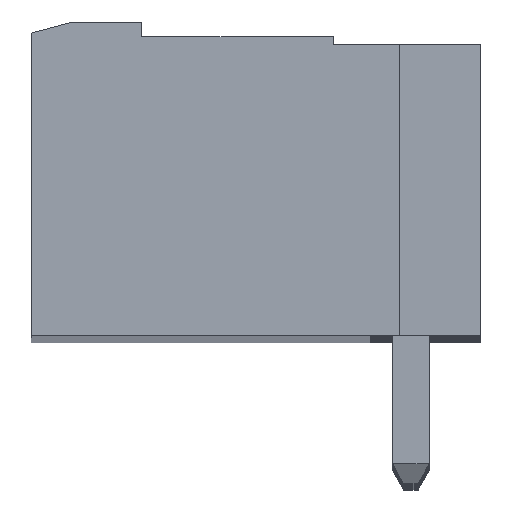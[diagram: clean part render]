
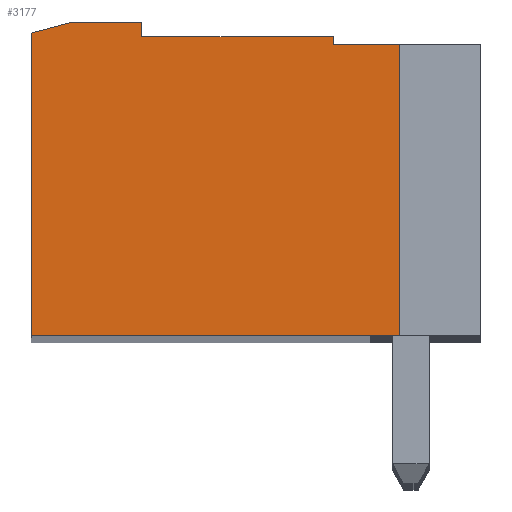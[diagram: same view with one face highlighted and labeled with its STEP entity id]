
A CAD part, top view. The second image highlights one B-rep face of the part: STEP entity #3177.
In plain terms, the highlighted planar face has unit normal (0, 0, 1).
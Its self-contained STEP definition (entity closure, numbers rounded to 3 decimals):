
#3177 = ADVANCED_FACE( '', ( #6623 ), #6624, .T. );
#6623 = FACE_OUTER_BOUND( '', #10289, .T. );
#6624 = PLANE( '', #10290 );
#10289 = EDGE_LOOP( '', ( #19924, #19925, #19926, #19927, #19928, #19929, #19930, #19931, #19932 ) );
#10290 = AXIS2_PLACEMENT_3D( '', #19933, #19934, #19935 );
#19924 = ORIENTED_EDGE( '', *, *, #23382, .F. );
#19925 = ORIENTED_EDGE( '', *, *, #21783, .F. );
#19926 = ORIENTED_EDGE( '', *, *, #23797, .F. );
#19927 = ORIENTED_EDGE( '', *, *, #24673, .F. );
#19928 = ORIENTED_EDGE( '', *, *, #25710, .F. );
#19929 = ORIENTED_EDGE( '', *, *, #23054, .F. );
#19930 = ORIENTED_EDGE( '', *, *, #25711, .F. );
#19931 = ORIENTED_EDGE( '', *, *, #24319, .F. );
#19932 = ORIENTED_EDGE( '', *, *, #25548, .F. );
#19933 = CARTESIAN_POINT( '', ( 204.225, 204.11, 97.52 ) );
#19934 = DIRECTION( '', ( 0., 0., 1. ) );
#19935 = DIRECTION( '', ( 0., 1., 0. ) );
#21783 = EDGE_CURVE( '', #26037, #26040, #26041, .T. );
#23054 = EDGE_CURVE( '', #28224, #28227, #28228, .T. );
#23382 = EDGE_CURVE( '', #26040, #28746, #28747, .T. );
#23797 = EDGE_CURVE( '', #29387, #26037, #29390, .T. );
#24319 = EDGE_CURVE( '', #30167, #30165, #30169, .T. );
#24673 = EDGE_CURVE( '', #30652, #29387, #30655, .T. );
#25548 = EDGE_CURVE( '', #28746, #30167, #31722, .T. );
#25710 = EDGE_CURVE( '', #28227, #30652, #31904, .T. );
#25711 = EDGE_CURVE( '', #30165, #28224, #31905, .T. );
#26037 = VERTEX_POINT( '', #32258 );
#26040 = VERTEX_POINT( '', #32262 );
#26041 = LINE( '', #32263, #32264 );
#28224 = VERTEX_POINT( '', #35478 );
#28227 = VERTEX_POINT( '', #35482 );
#28228 = LINE( '', #35483, #35484 );
#28746 = VERTEX_POINT( '', #36260 );
#28747 = LINE( '', #36261, #36262 );
#29387 = VERTEX_POINT( '', #37228 );
#29390 = LINE( '', #37232, #37233 );
#30165 = VERTEX_POINT( '', #38410 );
#30167 = VERTEX_POINT( '', #38413 );
#30169 = LINE( '', #38416, #38417 );
#30652 = VERTEX_POINT( '', #39128 );
#30655 = LINE( '', #39132, #39133 );
#31722 = LINE( '', #40750, #40751 );
#31904 = LINE( '', #41008, #41009 );
#31905 = LINE( '', #41010, #41011 );
#32258 = CARTESIAN_POINT( '', ( 204.225, 204.11, 97.52 ) );
#32262 = CARTESIAN_POINT( '', ( 204.225, 196.21, 97.52 ) );
#32263 = CARTESIAN_POINT( '', ( 204.225, 196.21, 97.52 ) );
#32264 = VECTOR( '', #41430, 1000. );
#35478 = CARTESIAN_POINT( '', ( 197.225, 204.71, 97.52 ) );
#35482 = CARTESIAN_POINT( '', ( 197.225, 204.31, 97.52 ) );
#35483 = CARTESIAN_POINT( '', ( 197.225, 204.31, 97.52 ) );
#35484 = VECTOR( '', #42508, 1000. );
#36260 = CARTESIAN_POINT( '', ( 194.225, 196.21, 97.52 ) );
#36261 = CARTESIAN_POINT( '', ( 194.225, 196.21, 97.52 ) );
#36262 = VECTOR( '', #42791, 1000. );
#37228 = CARTESIAN_POINT( '', ( 202.425, 204.11, 97.52 ) );
#37232 = CARTESIAN_POINT( '', ( 204.225, 204.11, 97.52 ) );
#37233 = VECTOR( '', #43155, 1000. );
#38410 = CARTESIAN_POINT( '', ( 195.345, 204.71, 97.52 ) );
#38413 = CARTESIAN_POINT( '', ( 194.225, 204.41, 97.52 ) );
#38416 = CARTESIAN_POINT( '', ( 195.345, 204.71, 97.52 ) );
#38417 = VECTOR( '', #43605, 1000. );
#39128 = CARTESIAN_POINT( '', ( 202.425, 204.31, 97.52 ) );
#39132 = CARTESIAN_POINT( '', ( 202.425, 204.11, 97.52 ) );
#39133 = VECTOR( '', #43955, 1000. );
#40750 = CARTESIAN_POINT( '', ( 194.225, 204.41, 97.52 ) );
#40751 = VECTOR( '', #44527, 1000. );
#41008 = CARTESIAN_POINT( '', ( 202.425, 204.31, 97.52 ) );
#41009 = VECTOR( '', #44633, 1000. );
#41010 = CARTESIAN_POINT( '', ( 197.225, 204.71, 97.52 ) );
#41011 = VECTOR( '', #44634, 1000. );
#41430 = DIRECTION( '', ( 0., -1., 0. ) );
#42508 = DIRECTION( '', ( 0., -1., 0. ) );
#42791 = DIRECTION( '', ( -1., 0., 0. ) );
#43155 = DIRECTION( '', ( 1., 0., 0. ) );
#43605 = DIRECTION( '', ( 0.966, 0.259, 0. ) );
#43955 = DIRECTION( '', ( 0., -1., 0. ) );
#44527 = DIRECTION( '', ( 0., 1., 0. ) );
#44633 = DIRECTION( '', ( 1., 0., 0. ) );
#44634 = DIRECTION( '', ( 1., 0., 0. ) );
